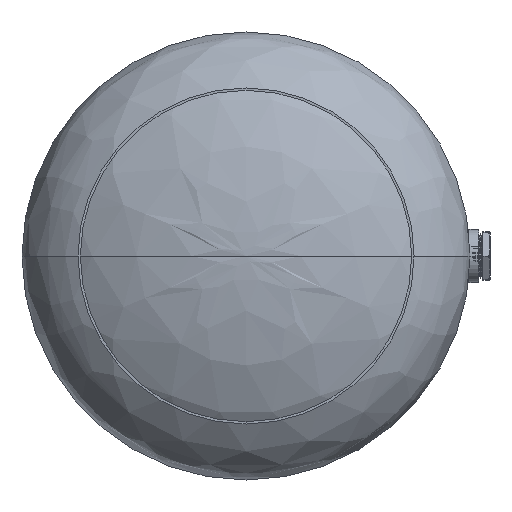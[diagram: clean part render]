
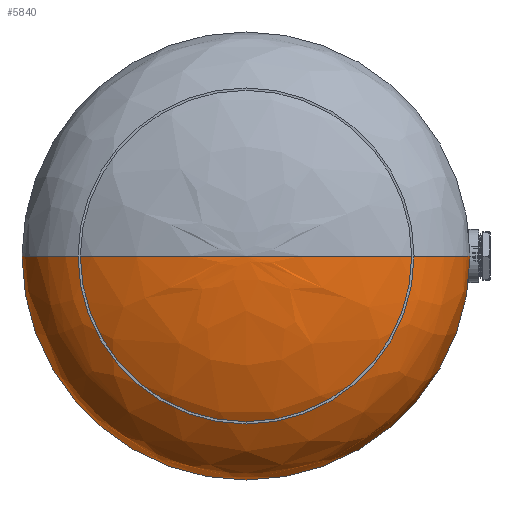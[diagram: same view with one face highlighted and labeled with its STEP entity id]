
A CAD part, left-side view. The second image highlights one B-rep face of the part: STEP entity #5840.
In plain terms, the highlighted free-form (B-spline) face has degree [3, 3] with [4, 4] control points.
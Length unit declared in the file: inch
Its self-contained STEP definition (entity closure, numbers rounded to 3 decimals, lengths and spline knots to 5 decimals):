
#340 = CARTESIAN_POINT ( 'NONE',  ( -12., 0.56, 24. ) ) ;
#416 = CARTESIAN_POINT ( 'NONE',  ( 12., 0.56, 24. ) ) ;
#667 = CARTESIAN_POINT ( 'NONE',  ( 0., 0.56, 0. ) ) ;
#959 = ORIENTED_EDGE ( 'NONE', *, *, #4295, .F. ) ;
#1303 = CARTESIAN_POINT ( 'NONE',  ( 0., 6.6345, 0. ) ) ;
#1372 = CARTESIAN_POINT ( 'NONE',  ( -7.02944, 6.6345, 0. ) ) ;
#1699 = EDGE_CURVE ( 'NONE', #5837, #9547, #3267, .T. ) ;
#1966 = CARTESIAN_POINT ( 'NONE',  ( 12., 4.11836, 0. ) ) ;
#3015 = VERTEX_POINT ( 'NONE', #9105 ) ;
#3267 =( BOUNDED_CURVE ( )  B_SPLINE_CURVE ( 3, ( #1303, #5487, #4452, #11309 ),
 .UNSPECIFIED., .F., .T. ) 
 B_SPLINE_CURVE_WITH_KNOTS ( ( 4, 4 ),
 ( 1.5708, 3.14159 ),
 .UNSPECIFIED. ) 
 CURVE ( )  GEOMETRIC_REPRESENTATION_ITEM ( )  RATIONAL_B_SPLINE_CURVE ( ( 1., 0.805, 0.805, 1. ) ) 
 REPRESENTATION_ITEM ( '' )  );
#3624 = CARTESIAN_POINT ( 'NONE',  ( -7.02944, 6.6345, 14.05887 ) ) ;
#4295 = EDGE_CURVE ( 'NONE', #5837, #3015, #12756, .T. ) ;
#4321 = CARTESIAN_POINT ( 'NONE',  ( 0., 6.6345, 0. ) ) ;
#4322 = ORIENTED_EDGE ( 'NONE', *, *, #7256, .F. ) ;
#4452 = CARTESIAN_POINT ( 'NONE',  ( -12., 4.11836, 0. ) ) ;
#4523 = CARTESIAN_POINT ( 'NONE',  ( -12., 4.11836, 0. ) ) ;
#4849 = DIRECTION ( 'NONE',  ( 1., 0., 0. ) ) ;
#5271 =( BOUNDED_SURFACE ( )  B_SPLINE_SURFACE ( 3, 3, ( 
 ( #4321, #13002, #8727, #12935 ),
 ( #9617, #7811, #3624, #1372 ),
 ( #5620, #10785, #8582, #4523 ),
 ( #12852, #416, #340, #12014 ) ),
 .UNSPECIFIED., .F., .F., .T. ) 
 B_SPLINE_SURFACE_WITH_KNOTS ( ( 4, 4 ),
 ( 4, 4 ),
 ( 0., 1. ),
 ( 0., 1. ),
 .UNSPECIFIED. ) 
 GEOMETRIC_REPRESENTATION_ITEM ( )  RATIONAL_B_SPLINE_SURFACE ( (
 ( 1., 0.333, 0.333, 1.),
 ( 0.805, 0.268, 0.268, 0.805),
 ( 0.805, 0.268, 0.268, 0.805),
 ( 1., 0.333, 0.333, 1.) ) ) 
 REPRESENTATION_ITEM ( '' )  SURFACE ( )  );
#5479 = CARTESIAN_POINT ( 'NONE',  ( -12., 0.56, 0. ) ) ;
#5487 = CARTESIAN_POINT ( 'NONE',  ( -7.02944, 6.6345, 0. ) ) ;
#5495 = EDGE_LOOP ( 'NONE', ( #959, #9802, #4322 ) ) ;
#5620 = CARTESIAN_POINT ( 'NONE',  ( 12., 4.11836, 0. ) ) ;
#5837 = VERTEX_POINT ( 'NONE', #6364 ) ;
#5840 = ADVANCED_FACE ( 'NONE', ( #10567 ), #5271, .F. ) ;
#6361 = AXIS2_PLACEMENT_3D ( 'NONE', #667, #6700, #4849 ) ;
#6364 = CARTESIAN_POINT ( 'NONE',  ( 0., 6.6345, 0. ) ) ;
#6700 = DIRECTION ( 'NONE',  ( 0., -1., 0. ) ) ;
#6895 = CARTESIAN_POINT ( 'NONE',  ( 12., 0.56, 0. ) ) ;
#7256 = EDGE_CURVE ( 'NONE', #3015, #9547, #12312, .T. ) ;
#7811 = CARTESIAN_POINT ( 'NONE',  ( 7.02944, 6.6345, 14.05887 ) ) ;
#8200 = CARTESIAN_POINT ( 'NONE',  ( 0., 6.6345, 0. ) ) ;
#8582 = CARTESIAN_POINT ( 'NONE',  ( -12., 4.11836, 24. ) ) ;
#8727 = CARTESIAN_POINT ( 'NONE',  ( 0., 6.6345, 0. ) ) ;
#9105 = CARTESIAN_POINT ( 'NONE',  ( 12., 0.56, 0. ) ) ;
#9547 = VERTEX_POINT ( 'NONE', #5479 ) ;
#9617 = CARTESIAN_POINT ( 'NONE',  ( 7.02944, 6.6345, 0. ) ) ;
#9802 = ORIENTED_EDGE ( 'NONE', *, *, #1699, .T. ) ;
#10567 = FACE_OUTER_BOUND ( 'NONE', #5495, .T. ) ;
#10785 = CARTESIAN_POINT ( 'NONE',  ( 12., 4.11836, 24. ) ) ;
#11309 = CARTESIAN_POINT ( 'NONE',  ( -12., 0.56, 0. ) ) ;
#12014 = CARTESIAN_POINT ( 'NONE',  ( -12., 0.56, 0. ) ) ;
#12312 = CIRCLE ( 'NONE', #6361, 12. ) ;
#12407 = CARTESIAN_POINT ( 'NONE',  ( 7.02944, 6.6345, 0. ) ) ;
#12756 =( BOUNDED_CURVE ( )  B_SPLINE_CURVE ( 3, ( #8200, #12407, #1966, #6895 ),
 .UNSPECIFIED., .F., .T. ) 
 B_SPLINE_CURVE_WITH_KNOTS ( ( 4, 4 ),
 ( 1.5708, 3.14159 ),
 .UNSPECIFIED. ) 
 CURVE ( )  GEOMETRIC_REPRESENTATION_ITEM ( )  RATIONAL_B_SPLINE_CURVE ( ( 1., 0.805, 0.805, 1. ) ) 
 REPRESENTATION_ITEM ( '' )  );
#12852 = CARTESIAN_POINT ( 'NONE',  ( 12., 0.56, 0. ) ) ;
#12935 = CARTESIAN_POINT ( 'NONE',  ( 0., 6.6345, 0. ) ) ;
#13002 = CARTESIAN_POINT ( 'NONE',  ( 0., 6.6345, 0. ) ) ;
